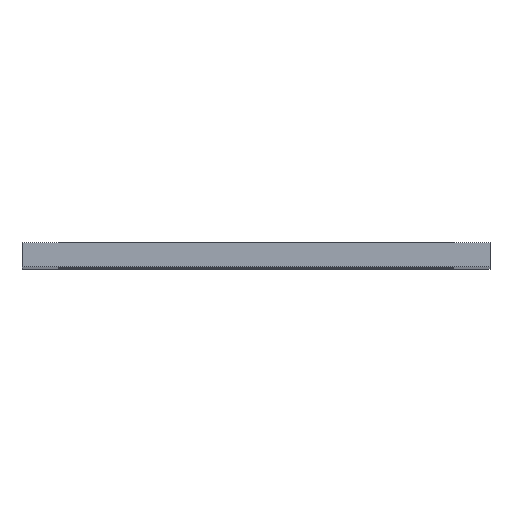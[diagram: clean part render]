
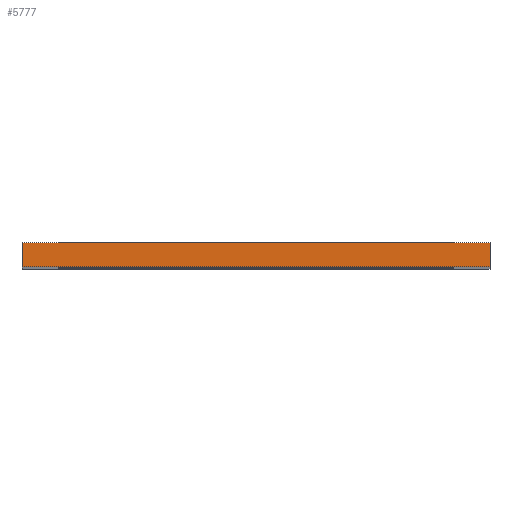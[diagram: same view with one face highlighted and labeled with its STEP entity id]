
A CAD part, top view. The second image highlights one B-rep face of the part: STEP entity #5777.
In plain terms, the highlighted planar face has unit normal (0, 0, 1).
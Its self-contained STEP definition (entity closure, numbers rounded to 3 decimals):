
#726=DIRECTION('',(1.,0.,0.));
#727=VECTOR('',#726,77.);
#728=CARTESIAN_POINT('',(-47.,-2.,-252.5));
#729=LINE('',#728,#727);
#1467=DIRECTION('',(1.,0.,0.));
#1468=VECTOR('',#1467,77.);
#1469=CARTESIAN_POINT('',(-47.,2.,-252.5));
#1470=LINE('',#1469,#1468);
#2139=DIRECTION('',(0.,1.,0.));
#2140=VECTOR('',#2139,4.);
#2141=CARTESIAN_POINT('',(-47.,-2.,-252.5));
#2142=LINE('',#2141,#2140);
#2147=DIRECTION('',(0.,1.,0.));
#2148=VECTOR('',#2147,4.);
#2149=CARTESIAN_POINT('',(30.,-2.,-252.5));
#2150=LINE('',#2149,#2148);
#2819=CARTESIAN_POINT('',(-47.,-2.,-252.5));
#2820=CARTESIAN_POINT('',(30.,-2.,-252.5));
#2821=VERTEX_POINT('',#2819);
#2822=VERTEX_POINT('',#2820);
#2823=CARTESIAN_POINT('',(-47.,2.,-252.5));
#2824=VERTEX_POINT('',#2823);
#2825=CARTESIAN_POINT('',(30.,2.,-252.5));
#2826=VERTEX_POINT('',#2825);
#5764=CARTESIAN_POINT('',(0.,0.,-252.5));
#5765=DIRECTION('',(0.,0.,1.));
#5766=DIRECTION('',(1.,0.,0.));
#5767=AXIS2_PLACEMENT_3D('',#5764,#5765,#5766);
#5768=PLANE('',#5767);
#5769=ORIENTED_EDGE('',*,*,#2848,.F.);
#5771=ORIENTED_EDGE('',*,*,#5770,.T.);
#5772=ORIENTED_EDGE('',*,*,#3294,.T.);
#5774=ORIENTED_EDGE('',*,*,#5773,.F.);
#5775=EDGE_LOOP('',(#5769,#5771,#5772,#5774));
#5776=FACE_OUTER_BOUND('',#5775,.F.);
#5777=ADVANCED_FACE('',(#5776),#5768,.T.);
#2848=EDGE_CURVE('',#2821,#2822,#729,.T.);
#3294=EDGE_CURVE('',#2824,#2826,#1470,.T.);
#5770=EDGE_CURVE('',#2821,#2824,#2142,.T.);
#5773=EDGE_CURVE('',#2822,#2826,#2150,.T.);
